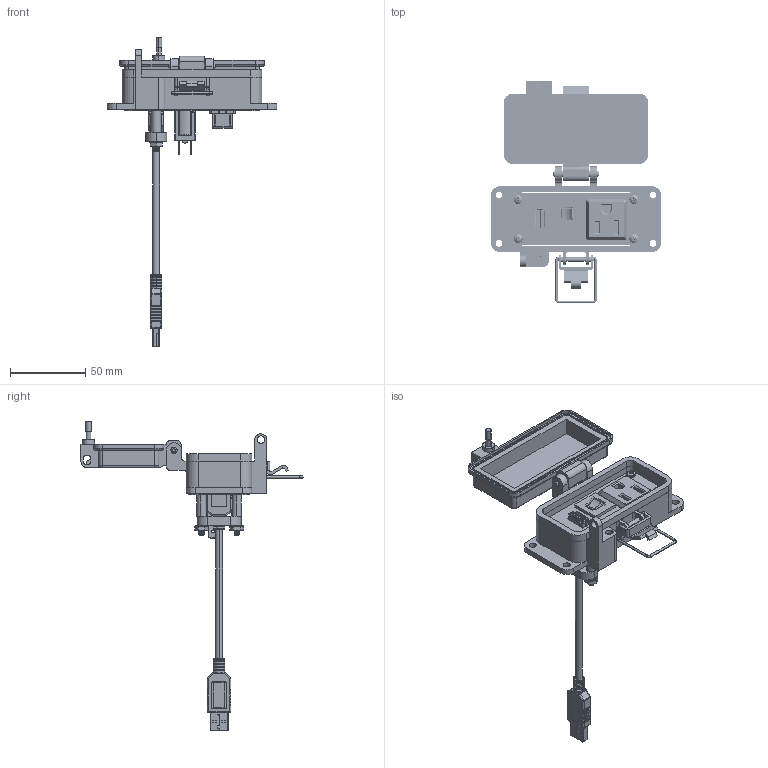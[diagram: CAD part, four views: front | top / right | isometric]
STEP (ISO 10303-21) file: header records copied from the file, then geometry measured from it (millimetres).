
FILE_DESCRIPTION (( 'STEP AP214' ), '1' );
FILE_NAME ('P-P11-F3R3_3D.STEP', '2017-12-11T17:58:53', ( '' ), ( '' ), 'SwSTEP 2.0', 'SolidWorks 2017', '' );
FILE_SCHEMA (( 'AUTOMOTIVE_DESIGN' ));
Length unit declared in the file: millimetre
Products named in the file (14): 92005A124_METRIC PAN HEAD PHILLIPS MACHINE SCREW_92005A124; Z-H-F3_B; R; Z-200-R0SQ; Z-CB-SM; P-P11-F3R3_FP060; Z_002_632516HN_90675A007; Z_001_SPR114_94639A210; P-P11-F3R3_TP240; Z_000_632134FH_91771A156; P11; Z-020-3047; P-P11-F3R3_BP180; P-P11-F3R3_3D
Assembly tree (19 placements, depth 3):
  P-P11-F3R3_3D
    P-P11-F3R3_BP180
    P11
      Z-020-3047
    Z_000_632134FH_91771A156  x2
    P-P11-F3R3_TP240
    Z_001_SPR114_94639A210  x2
    Z_002_632516HN_90675A007  x2
    P-P11-F3R3_FP060
    Z-CB-SM
    R
      Z-200-R0SQ
    Z-H-F3_B
    92005A124_METRIC PAN HEAD PHILLIPS MACHINE SCREW_92005A124  x4
Bounding box: 113 x 147.61 x 205.72 mm (x, y, z)
Volume: 108311.9 mm3; surface area: 82921.3 mm2
Topology: 31 solids, 31 shells, 3055 faces, 8661 edges, 5700 vertices
Faces by surface type: cylinder 1558, plane 1184, bspline 162, cone 127, torus 16, sphere 8
Entity records: 94486 total; most frequent: CARTESIAN_POINT 26805, ORIENTED_EDGE 12174, DIRECTION 10322, EDGE_CURVE 6087, VERTEX_POINT 4005, LINE 3622, VECTOR 3622, AXIS2_PLACEMENT_3D 3350
